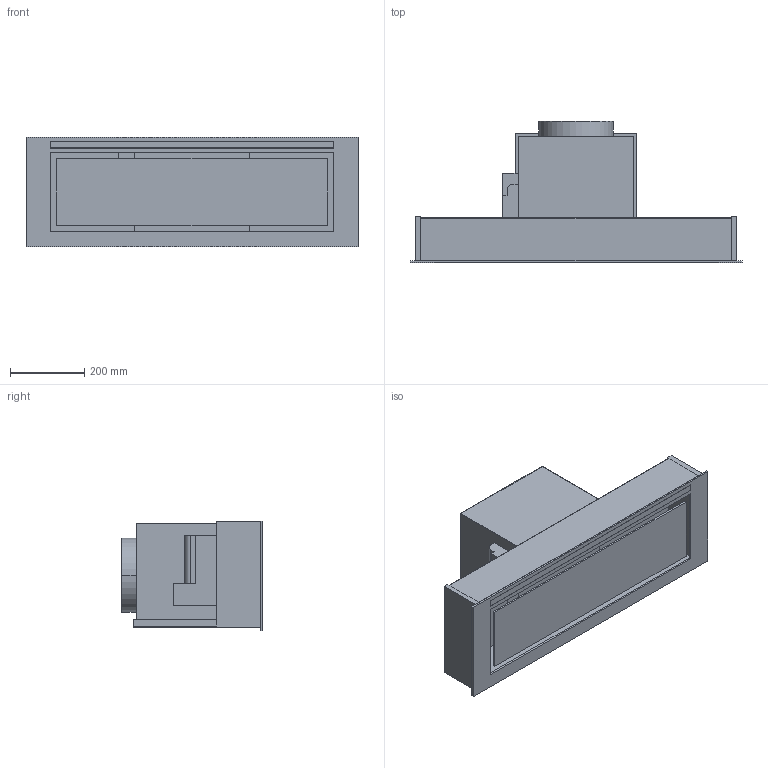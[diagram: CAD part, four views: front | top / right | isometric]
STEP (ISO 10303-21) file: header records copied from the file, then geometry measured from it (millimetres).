
FILE_DESCRIPTION((''),'2;1');
FILE_NAME('KLS-9GLASSBLKS','2021-02-12T',('seona'),(''),'CREO PARAMETRIC BY PTC INC, 2016260','CREO PARAMETRIC BY PTC INC, 2016260','');
FILE_SCHEMA(('CONFIG_CONTROL_DESIGN'));
Length unit declared in the file: millimetre
Products named in the file (1): KLS-9GLASSBLKS
Bounding box: 895 x 380 x 295 mm (x, y, z)
Volume: 3628437 mm3; surface area: 2233739.8 mm2
Topology: 4 solids, 4 shells, 78 faces, 193 edges, 128 vertices
Faces by surface type: plane 71, cylinder 7
Entity records: 2319 total; most frequent: CARTESIAN_POINT 399, ORIENTED_EDGE 386, DIRECTION 363, EDGE_CURVE 193, VECTOR 179, LINE 179, VERTEX_POINT 128, AXIS2_PLACEMENT_3D 92
